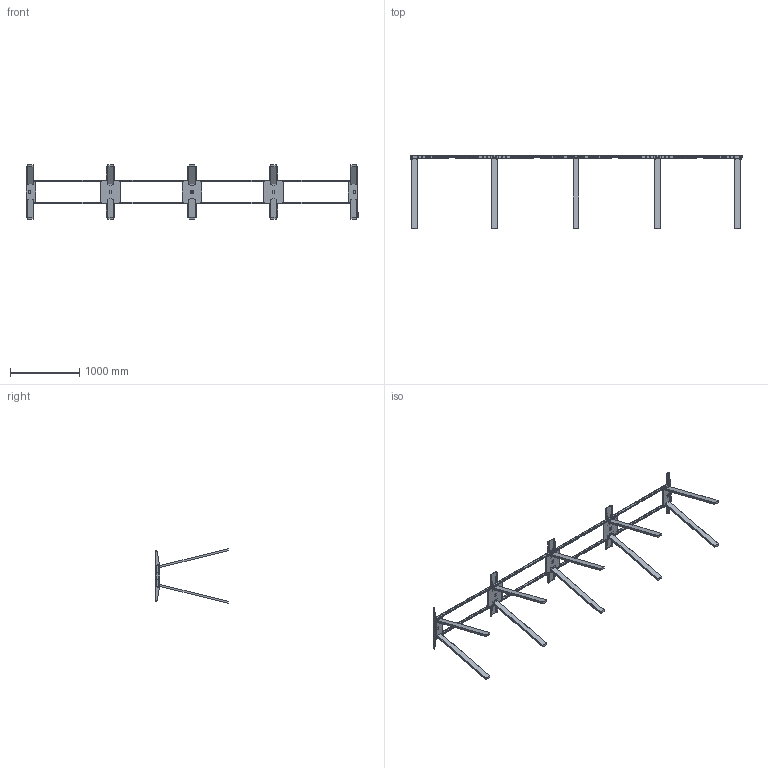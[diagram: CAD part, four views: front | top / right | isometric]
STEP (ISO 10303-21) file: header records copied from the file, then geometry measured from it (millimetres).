
FILE_DESCRIPTION (( 'STEP AP203' ), '1' );
FILE_NAME ('V-5 Aero Flex_höjd 1050_50554x+50563x.STEP', '2019-04-01T07:48:17', ( '' ), ( '' ), 'SwSTEP 2.0', 'SolidWorks 2017', '' );
FILE_SCHEMA (( 'CONFIG_CONTROL_DESIGN' ));
Products named in the file (1): V-5 Aero Flex_h鐱d 1050_50554x+50563x
Bounding box: 4779 x 1050.03 x 790.88 mm (x, y, z)
Surface area: 5929217.5 mm2 (no closed solid volume)
Topology: 0 solids, 338 shells, 1478 faces, 5731 edges, 4506 vertices
Faces by surface type: plane 682, cylinder 582, cone 146, bspline 46, torus 22
Entity records: 62045 total; most frequent: CARTESIAN_POINT 13262, DIRECTION 10723, ORIENTED_EDGE 7828, EDGE_CURVE 5727, VERTEX_POINT 4506, AXIS2_PLACEMENT_3D 3887, LINE 2949, VECTOR 2949
